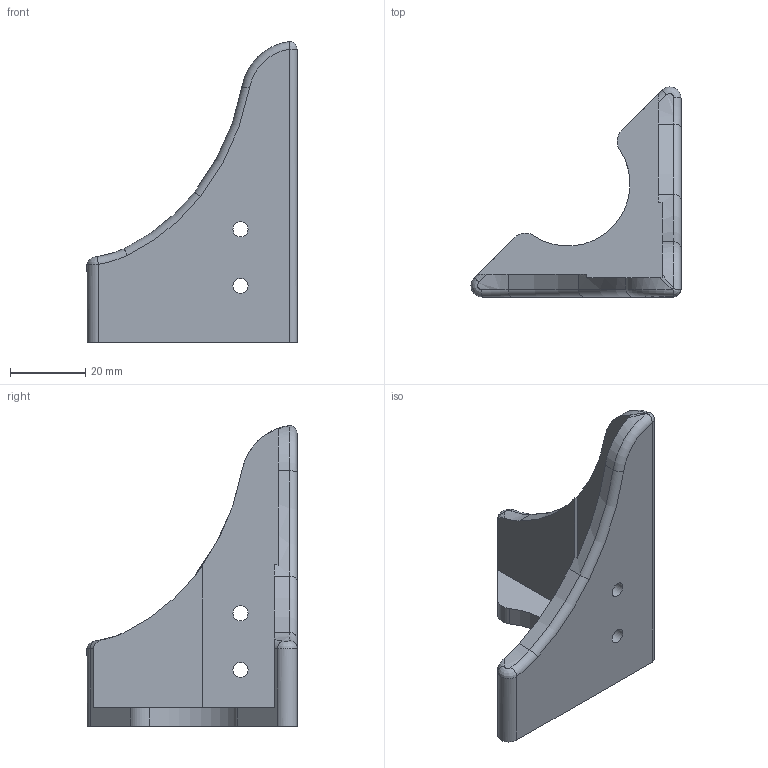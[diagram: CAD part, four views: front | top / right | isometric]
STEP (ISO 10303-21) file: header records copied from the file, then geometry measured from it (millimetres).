
FILE_DESCRIPTION(('FreeCAD Model'),'2;1');
FILE_NAME('LowerNode.step','2015-05-19T16:31:26',('Author'),(''), 'Open CASCADE STEP processor 6.8','FreeCAD','Unknown');
FILE_SCHEMA(('AUTOMOTIVE_DESIGN_CC2 { 1 2 10303 214 -1 1 5 4 }'));
Length unit declared in the file: millimetre
Products named in the file (1): LowerNode
Bounding box: 55.76 x 55.76 x 79.84 mm (x, y, z)
Volume: 28759.5 mm3; surface area: 12615.3 mm2
Topology: 1 solids, 1 shells, 44 faces, 115 edges, 73 vertices
Faces by surface type: cylinder 18, plane 12, torus 8, bspline 6
Full cylindrical faces by diameter (mm): 4 x4
Entity records: 5307 total; most frequent: CARTESIAN_POINT 3102, DIRECTION 390, ORIENTED_EDGE 230, PCURVE 230, DEFINITIONAL_REPRESENTATION 230, LINE 186, VECTOR 186, EDGE_CURVE 115
